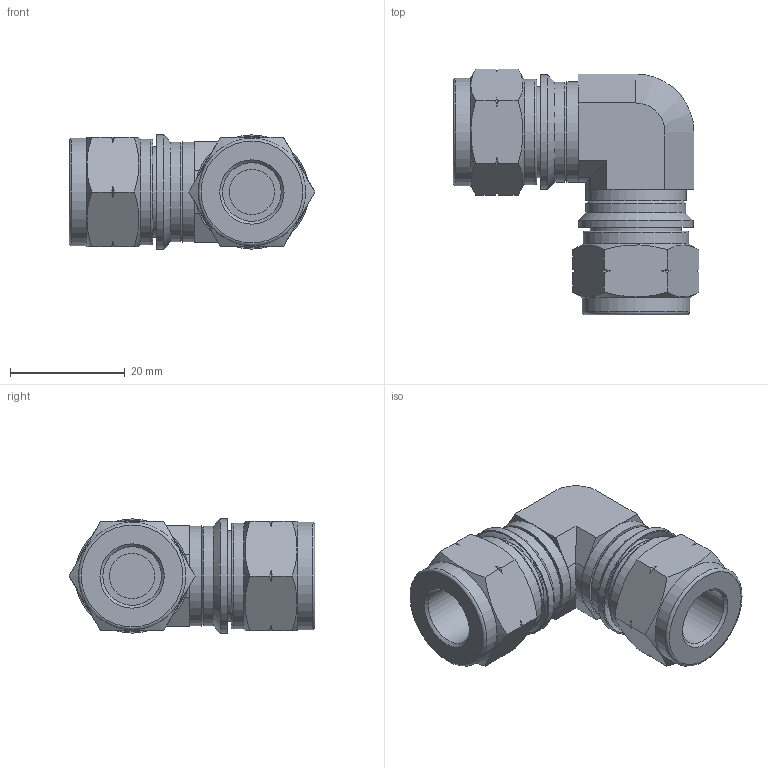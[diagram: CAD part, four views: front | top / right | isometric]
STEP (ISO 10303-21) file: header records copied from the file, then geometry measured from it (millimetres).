
FILE_DESCRIPTION(/* description */ (''),/* implementation_level */ '2;1');
FILE_NAME(/* name */ 'SUEI-10M.stp',/* time_stamp */ '2022-07-11T09:01:15+09:00',/* author */ ('user'),/* organization */ (''),/* preprocessor_version */ 'ST-DEVELOPER v18.1',/* originating_system */ 'Autodesk Inventor 2022',/* authorisation */ '');
FILE_SCHEMA (('AUTOMOTIVE_DESIGN { 1 0 10303 214 3 1 1 }'));
Length unit declared in the file: millimetre
Products named in the file (1): SUE-10M
Bounding box: 42.8 x 42.8 x 19.9 mm (x, y, z)
Volume: 13972.3 mm3; surface area: 7044.3 mm2
Topology: 1 solids, 1 shells, 128 faces, 290 edges, 176 vertices
Faces by surface type: plane 60, cone 42, cylinder 22, torus 4
Full cylindrical faces by diameter (mm): 7.9 x2, 10.2 x2, 14.2 x2, 14.6 x2, 15.87 x2, 17.4 x2, 17.5 x2, 18.4 x2, 18.7 x2, 19.9 x2
Entity records: 3509 total; most frequent: CARTESIAN_POINT 739, ORIENTED_EDGE 580, DIRECTION 578, EDGE_CURVE 290, AXIS2_PLACEMENT_3D 231, VERTEX_POINT 176, EDGE_LOOP 140, FACE_OUTER_BOUND 128
